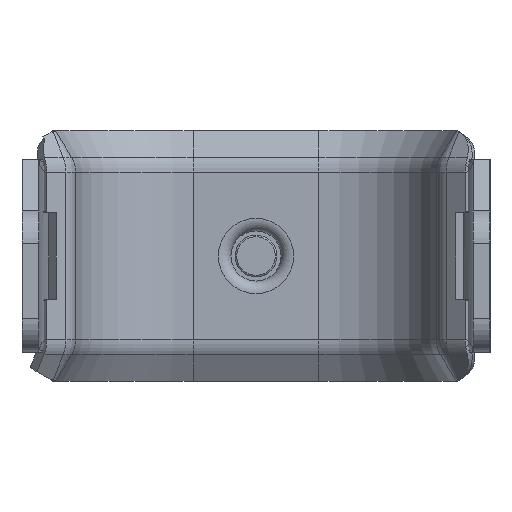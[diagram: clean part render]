
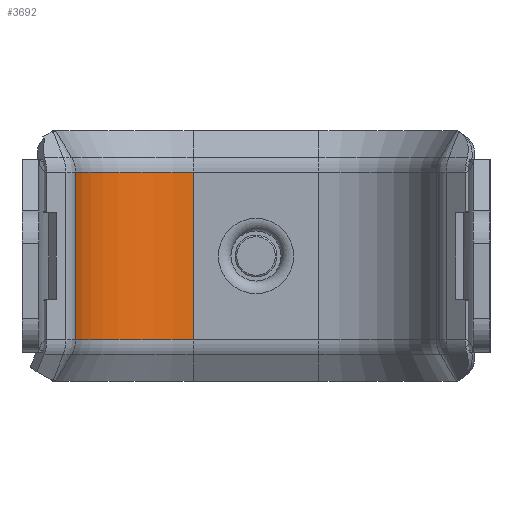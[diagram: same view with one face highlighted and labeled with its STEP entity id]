
A CAD part, front view. The second image highlights one B-rep face of the part: STEP entity #3692.
In plain terms, the highlighted cylindrical face has radius 14.411 mm (diameter 28.822 mm), a partial arc.
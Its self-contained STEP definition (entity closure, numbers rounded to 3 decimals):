
#230=CYLINDRICAL_SURFACE('',#4088,14.411);
#378=FACE_OUTER_BOUND('',#608,.T.);
#608=EDGE_LOOP('',(#3004,#3005,#3006,#3007));
#823=CIRCLE('',#4087,14.411);
#824=CIRCLE('',#4089,14.411);
#1041=LINE('',#7654,#1323);
#1074=LINE('',#8153,#1356);
#1323=VECTOR('',#4679,10.);
#1356=VECTOR('',#4846,10.);
#1619=VERTEX_POINT('',#7651);
#1620=VERTEX_POINT('',#7653);
#1681=VERTEX_POINT('',#8148);
#1682=VERTEX_POINT('',#8152);
#2037=EDGE_CURVE('',#1620,#1619,#1041,.T.);
#2134=EDGE_CURVE('',#1682,#1681,#1074,.T.);
#2155=EDGE_CURVE('',#1619,#1681,#823,.T.);
#2156=EDGE_CURVE('',#1620,#1682,#824,.T.);
#3004=ORIENTED_EDGE('',*,*,#2037,.T.);
#3005=ORIENTED_EDGE('',*,*,#2155,.T.);
#3006=ORIENTED_EDGE('',*,*,#2134,.F.);
#3007=ORIENTED_EDGE('',*,*,#2156,.F.);
#3692=ADVANCED_FACE('',(#378),#230,.F.);
#4087=AXIS2_PLACEMENT_3D('',#8217,#4900,#4901);
#4088=AXIS2_PLACEMENT_3D('',#8218,#4902,#4903);
#4089=AXIS2_PLACEMENT_3D('',#8219,#4904,#4905);
#4679=DIRECTION('',(-1.,0.,0.));
#4846=DIRECTION('',(-1.,0.,0.));
#4900=DIRECTION('center_axis',(-1.,0.,0.));
#4901=DIRECTION('ref_axis',(0.,0.766,-0.643));
#4902=DIRECTION('center_axis',(-1.,0.,0.));
#4903=DIRECTION('ref_axis',(0.,0.462,0.887));
#4904=DIRECTION('center_axis',(-1.,0.,0.));
#4905=DIRECTION('ref_axis',(0.,0.766,-0.643));
#7651=CARTESIAN_POINT('',(-25.025,-10.809,-34.662));
#7653=CARTESIAN_POINT('',(-4.975,-10.809,-34.662));
#7654=CARTESIAN_POINT('',(-25.025,-10.809,-34.662));
#8148=CARTESIAN_POINT('',(-25.025,-28.506,-38.179));
#8152=CARTESIAN_POINT('',(-4.975,-28.506,-38.179));
#8153=CARTESIAN_POINT('',(-25.025,-28.506,-38.179));
#8217=CARTESIAN_POINT('Origin',(-25.025,-21.848,-25.398));
#8218=CARTESIAN_POINT('Origin',(-15.,-21.848,-25.398));
#8219=CARTESIAN_POINT('Origin',(-4.975,-21.848,-25.398));
